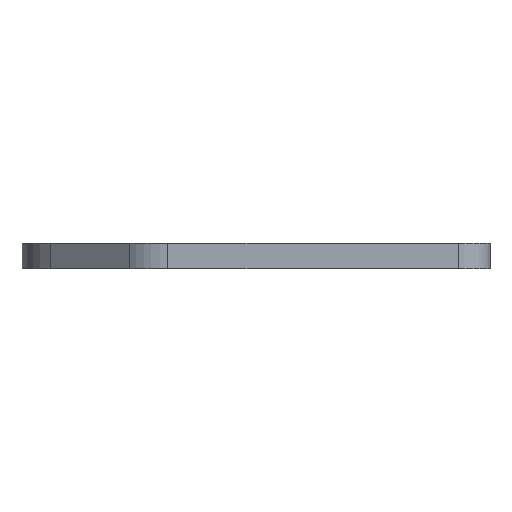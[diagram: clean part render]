
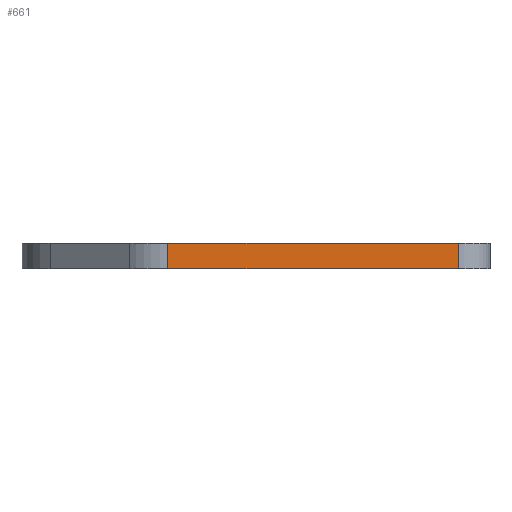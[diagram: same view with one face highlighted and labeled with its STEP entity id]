
A CAD part, front view. The second image highlights one B-rep face of the part: STEP entity #661.
In plain terms, the highlighted planar face has unit normal (0, -1, 0).
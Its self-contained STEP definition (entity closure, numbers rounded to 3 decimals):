
#124=CARTESIAN_POINT('',(25.645,-26.5,-1.585));
#125=VERTEX_POINT('',#124);
#133=CARTESIAN_POINT('',(-11.169,-26.5,-1.585));
#134=VERTEX_POINT('',#133);
#135=CARTESIAN_POINT('',(25.645,-26.5,-1.585));
#136=DIRECTION('',(-1.0,0.0,0.0));
#137=VECTOR('',#136,36.814);
#138=LINE('',#135,#137);
#139=EDGE_CURVE('',#125,#134,#138,.T.);
#465=CARTESIAN_POINT('',(25.645,-26.5,1.585));
#466=VERTEX_POINT('',#465);
#474=CARTESIAN_POINT('',(25.645,-26.5,1.585));
#475=DIRECTION('',(0.0,0.0,-1.0));
#476=VECTOR('',#475,3.17);
#477=LINE('',#474,#476);
#478=EDGE_CURVE('',#466,#125,#477,.T.);
#625=CARTESIAN_POINT('',(-11.169,-26.5,1.585));
#626=VERTEX_POINT('',#625);
#636=CARTESIAN_POINT('',(-11.169,-26.5,-1.585));
#637=DIRECTION('',(0.0,0.0,1.0));
#638=VECTOR('',#637,3.17);
#639=LINE('',#636,#638);
#640=EDGE_CURVE('',#134,#626,#639,.T.);
#645=CARTESIAN_POINT('',(-13.937,-26.5,0.0));
#646=DIRECTION('',(0.0,-1.0,0.0));
#647=DIRECTION('',(1.0,0.0,0.0));
#648=AXIS2_PLACEMENT_3D('',#645,#646,#647);
#649=PLANE('',#648);
#650=ORIENTED_EDGE('',*,*,#478,.F.);
#651=CARTESIAN_POINT('',(-11.169,-26.5,1.585));
#652=DIRECTION('',(1.0,0.0,0.0));
#653=VECTOR('',#652,36.814);
#654=LINE('',#651,#653);
#655=EDGE_CURVE('',#626,#466,#654,.T.);
#656=ORIENTED_EDGE('',*,*,#655,.F.);
#657=ORIENTED_EDGE('',*,*,#640,.F.);
#658=ORIENTED_EDGE('',*,*,#139,.F.);
#659=EDGE_LOOP('',(#650,#656,#657,#658));
#660=FACE_OUTER_BOUND('',#659,.T.);
#661=ADVANCED_FACE('',(#660),#649,.T.);
